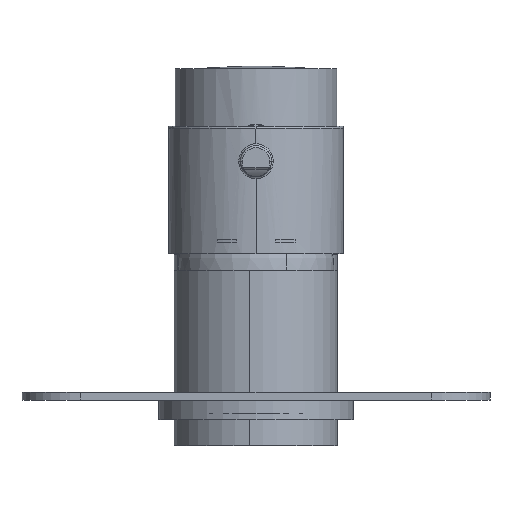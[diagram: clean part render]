
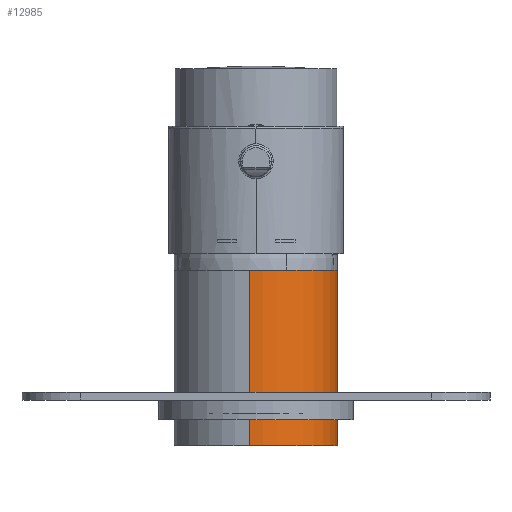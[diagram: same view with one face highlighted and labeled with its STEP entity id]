
A CAD part, front view. The second image highlights one B-rep face of the part: STEP entity #12985.
In plain terms, the highlighted cylindrical face has radius 21 mm (diameter 42 mm), a partial arc.
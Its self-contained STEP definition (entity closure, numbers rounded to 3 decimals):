
#1201 = CARTESIAN_POINT ( 'NONE',  ( -1.761, -20.926, 59. ) ) ;
#1843 = CARTESIAN_POINT ( 'NONE',  ( 0., 0., 14. ) ) ;
#1965 = DIRECTION ( 'NONE',  ( 0., 0., -1. ) ) ;
#2968 = VECTOR ( 'NONE', #1965, 1000. ) ;
#4726 = AXIS2_PLACEMENT_3D ( 'NONE', #24807, #15126, #16783 ) ;
#5484 = DIRECTION ( 'NONE',  ( 0., 0., -1. ) ) ;
#5606 = CARTESIAN_POINT ( 'NONE',  ( 0., 0., 59. ) ) ;
#8074 = EDGE_LOOP ( 'NONE', ( #18452, #24317, #17772, #16447 ) ) ;
#9029 = CARTESIAN_POINT ( 'NONE',  ( 1.761, 20.926, 14. ) ) ;
#9579 = EDGE_CURVE ( 'NONE', #24263, #11919, #21377, .T. ) ;
#9707 = LINE ( 'NONE', #15429, #2968 ) ;
#11267 = AXIS2_PLACEMENT_3D ( 'NONE', #1843, #16947, #16825 ) ;
#11913 = EDGE_CURVE ( 'NONE', #24263, #18512, #18603, .T. ) ;
#11919 = VERTEX_POINT ( 'NONE', #16818 ) ;
#12042 = CARTESIAN_POINT ( 'NONE',  ( -1.761, -20.926, 59. ) ) ;
#12472 = CIRCLE ( 'NONE', #11267, 21. ) ;
#12985 = ADVANCED_FACE ( 'NONE', ( #16655 ), #13112, .T. ) ;
#13112 = CYLINDRICAL_SURFACE ( 'NONE', #13720, 21. ) ;
#13142 = DIRECTION ( 'NONE',  ( 0., 0., -1. ) ) ;
#13720 = AXIS2_PLACEMENT_3D ( 'NONE', #5606, #5484, #24443 ) ;
#13740 = EDGE_CURVE ( 'NONE', #18512, #21691, #12472, .T. ) ;
#14517 = CARTESIAN_POINT ( 'NONE',  ( -1.761, -20.926, 14. ) ) ;
#15106 = EDGE_CURVE ( 'NONE', #11919, #21691, #9707, .T. ) ;
#15126 = DIRECTION ( 'NONE',  ( 0., 0., 1. ) ) ;
#15429 = CARTESIAN_POINT ( 'NONE',  ( 1.761, 20.926, 59. ) ) ;
#16447 = ORIENTED_EDGE ( 'NONE', *, *, #15106, .F. ) ;
#16655 = FACE_OUTER_BOUND ( 'NONE', #8074, .T. ) ;
#16697 = VECTOR ( 'NONE', #13142, 1000. ) ;
#16783 = DIRECTION ( 'NONE',  ( -0.084, -0.996, 0. ) ) ;
#16818 = CARTESIAN_POINT ( 'NONE',  ( 1.761, 20.926, 59. ) ) ;
#16825 = DIRECTION ( 'NONE',  ( -0.084, -0.996, 0. ) ) ;
#16947 = DIRECTION ( 'NONE',  ( 0., 0., 1. ) ) ;
#17772 = ORIENTED_EDGE ( 'NONE', *, *, #13740, .T. ) ;
#18452 = ORIENTED_EDGE ( 'NONE', *, *, #9579, .F. ) ;
#18512 = VERTEX_POINT ( 'NONE', #14517 ) ;
#18603 = LINE ( 'NONE', #1201, #16697 ) ;
#21377 = CIRCLE ( 'NONE', #4726, 21. ) ;
#21691 = VERTEX_POINT ( 'NONE', #9029 ) ;
#24263 = VERTEX_POINT ( 'NONE', #12042 ) ;
#24317 = ORIENTED_EDGE ( 'NONE', *, *, #11913, .T. ) ;
#24443 = DIRECTION ( 'NONE',  ( 0.084, 0.996, 0. ) ) ;
#24807 = CARTESIAN_POINT ( 'NONE',  ( 0., 0., 59. ) ) ;
